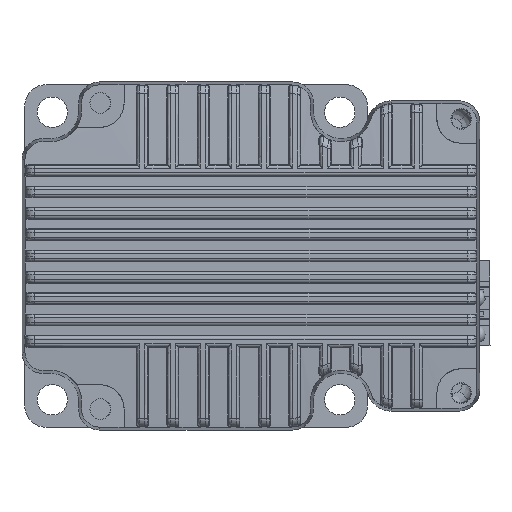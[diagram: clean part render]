
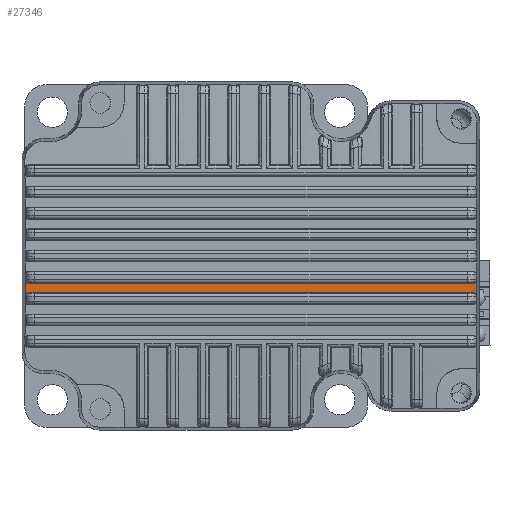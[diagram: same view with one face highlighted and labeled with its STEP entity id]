
A CAD part, front view. The second image highlights one B-rep face of the part: STEP entity #27346.
In plain terms, the highlighted cylindrical face has radius 272.359 mm (diameter 544.717 mm), a partial arc.
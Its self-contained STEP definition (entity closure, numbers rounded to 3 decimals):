
#156 = CARTESIAN_POINT ( 'NONE',  ( -17.212, -108.073, 55.042 ) ) ;
#465 = DIRECTION ( 'NONE',  ( 0., 0., 1. ) ) ;
#750 = CARTESIAN_POINT ( 'NONE',  ( 56.886, -108.076, 55.174 ) ) ;
#757 = CARTESIAN_POINT ( 'NONE',  ( -16.711, -108.114, 57.1 ) ) ;
#865 = CARTESIAN_POINT ( 'NONE',  ( 56.832, -108.079, 55.303 ) ) ;
#1171 = CARTESIAN_POINT ( 'NONE',  ( -17.211, -108.122, 57.6 ) ) ;
#1349 = CARTESIAN_POINT ( 'NONE',  ( 56.886, -108.073, 55.042 ) ) ;
#2919 = CARTESIAN_POINT ( 'NONE',  ( 56.386, -108.114, 57.1 ) ) ;
#3786 = CARTESIAN_POINT ( 'NONE',  ( 56.518, -108.084, 55.541 ) ) ;
#3862 = EDGE_CURVE ( 'NONE', #13450, #6332, #11453, .T. ) ;
#4676 = LINE ( 'NONE', #38268, #5621 ) ;
#4705 = CARTESIAN_POINT ( 'NONE',  ( 56.886, -108.093, 55.894 ) ) ;
#5621 = VECTOR ( 'NONE', #20596, 1000. ) ;
#5771 = CARTESIAN_POINT ( 'NONE',  ( 56.886, -108.12, 57.468 ) ) ;
#6035 = B_SPLINE_CURVE_WITH_KNOTS ( 'NONE', 3,
 ( #757, #18395, #33235, #15574, #36190, #18516 ),
 .UNSPECIFIED., .F., .F.,
 ( 4, 2, 4 ),
 ( 0., 0., 0.001 ),
 .UNSPECIFIED. ) ;
#6332 = VERTEX_POINT ( 'NONE', #1349 ) ;
#6354 = VERTEX_POINT ( 'NONE', #25071 ) ;
#6663 = CARTESIAN_POINT ( 'NONE',  ( 56.886, -108.073, 55.042 ) ) ;
#7248 = CARTESIAN_POINT ( 'NONE',  ( -17.158, -108.079, 55.303 ) ) ;
#9204 = DIRECTION ( 'NONE',  ( -1., 0., 0. ) ) ;
#10526 = CARTESIAN_POINT ( 'NONE',  ( 56.886, -108.11, 56.747 ) ) ;
#11453 =( BOUNDED_CURVE ( )  B_SPLINE_CURVE ( 3, ( #22393, #10526, #4705, #25383 ),
 .UNSPECIFIED., .F., .T. ) 
 B_SPLINE_CURVE_WITH_KNOTS ( ( 4, 4 ),
 ( 0.015, 0.024 ),
 .UNSPECIFIED. ) 
 CURVE ( )  GEOMETRIC_REPRESENTATION_ITEM ( )  RATIONAL_B_SPLINE_CURVE ( ( 1., 1., 1., 1. ) ) 
 REPRESENTATION_ITEM ( '' )  );
#11582 = CYLINDRICAL_SURFACE ( 'NONE', #18525, 272.359 ) ;
#13148 = CARTESIAN_POINT ( 'NONE',  ( 56.386, -108.084, 55.541 ) ) ;
#13179 = CARTESIAN_POINT ( 'NONE',  ( -17.212, -108.073, 55.042 ) ) ;
#13450 = VERTEX_POINT ( 'NONE', #28029 ) ;
#14149 = EDGE_CURVE ( 'NONE', #6354, #17147, #33442, .T. ) ;
#14898 = DIRECTION ( 'NONE',  ( -1., 0., 0. ) ) ;
#15391 = ORIENTED_EDGE ( 'NONE', *, *, #3862, .F. ) ;
#15502 = ORIENTED_EDGE ( 'NONE', *, *, #33119, .F. ) ;
#15574 = CARTESIAN_POINT ( 'NONE',  ( -17.157, -108.118, 57.339 ) ) ;
#16145 = CARTESIAN_POINT ( 'NONE',  ( -16.844, -108.084, 55.541 ) ) ;
#17147 = VERTEX_POINT ( 'NONE', #21789 ) ;
#17629 = CARTESIAN_POINT ( 'NONE',  ( 56.831, -108.118, 57.339 ) ) ;
#17777 = VECTOR ( 'NONE', #9204, 1000. ) ;
#18395 = CARTESIAN_POINT ( 'NONE',  ( -16.843, -108.114, 57.1 ) ) ;
#18516 = CARTESIAN_POINT ( 'NONE',  ( -17.211, -108.122, 57.6 ) ) ;
#18525 = AXIS2_PLACEMENT_3D ( 'NONE', #35793, #14898, #465 ) ;
#18825 = EDGE_CURVE ( 'NONE', #19098, #36719, #29464, .T. ) ;
#18828 = CARTESIAN_POINT ( 'NONE',  ( -17.211, -108.11, 56.747 ) ) ;
#19098 = VERTEX_POINT ( 'NONE', #156 ) ;
#19574 = B_SPLINE_CURVE_WITH_KNOTS ( 'NONE', 3,
 ( #29397, #5771, #17629, #38281, #20608, #2919 ),
 .UNSPECIFIED., .F., .F.,
 ( 4, 2, 4 ),
 ( 0., 0., 0.001 ),
 .UNSPECIFIED. ) ;
#20596 = DIRECTION ( 'NONE',  ( 1., 0., 0. ) ) ;
#20608 = CARTESIAN_POINT ( 'NONE',  ( 56.518, -108.114, 57.1 ) ) ;
#21487 = CARTESIAN_POINT ( 'NONE',  ( 56.648, -108.083, 55.487 ) ) ;
#21789 = CARTESIAN_POINT ( 'NONE',  ( -16.711, -108.114, 57.1 ) ) ;
#22393 = CARTESIAN_POINT ( 'NONE',  ( 56.886, -108.122, 57.6 ) ) ;
#22495 = EDGE_CURVE ( 'NONE', #36719, #27809, #4676, .T. ) ;
#23788 = ORIENTED_EDGE ( 'NONE', *, *, #24452, .T. ) ;
#24232 = ORIENTED_EDGE ( 'NONE', *, *, #14149, .T. ) ;
#24452 = EDGE_CURVE ( 'NONE', #17147, #36455, #6035, .T. ) ;
#24468 = CARTESIAN_POINT ( 'NONE',  ( 56.386, -108.084, 55.541 ) ) ;
#25071 = CARTESIAN_POINT ( 'NONE',  ( 56.386, -108.114, 57.1 ) ) ;
#25383 = CARTESIAN_POINT ( 'NONE',  ( 56.886, -108.073, 55.042 ) ) ;
#26436 = ORIENTED_EDGE ( 'NONE', *, *, #18825, .T. ) ;
#26492 = EDGE_LOOP ( 'NONE', ( #15502, #26436, #32046, #36034, #15391, #33367, #24232, #23788 ) ) ;
#26843 = CARTESIAN_POINT ( 'NONE',  ( 184.931, -108.114, 57.1 ) ) ;
#26990 =( BOUNDED_CURVE ( )  B_SPLINE_CURVE ( 3, ( #30558, #33531, #18828, #1171 ),
 .UNSPECIFIED., .F., .F. ) 
 B_SPLINE_CURVE_WITH_KNOTS ( ( 4, 4 ),
 ( 3.118, 3.127 ),
 .UNSPECIFIED. ) 
 CURVE ( )  GEOMETRIC_REPRESENTATION_ITEM ( )  RATIONAL_B_SPLINE_CURVE ( ( 1., 1., 1., 1. ) ) 
 REPRESENTATION_ITEM ( '' )  );
#27250 = FACE_OUTER_BOUND ( 'NONE', #26492, .T. ) ;
#27346 = ADVANCED_FACE ( 'NONE', ( #27250 ), #11582, .T. ) ;
#27809 = VERTEX_POINT ( 'NONE', #13148 ) ;
#27875 = CARTESIAN_POINT ( 'NONE',  ( -17.212, -108.076, 55.174 ) ) ;
#28029 = CARTESIAN_POINT ( 'NONE',  ( 56.886, -108.122, 57.6 ) ) ;
#29397 = CARTESIAN_POINT ( 'NONE',  ( 56.886, -108.122, 57.6 ) ) ;
#29464 = B_SPLINE_CURVE_WITH_KNOTS ( 'NONE', 3,
 ( #13179, #27875, #7248, #33795, #16145, #36786 ),
 .UNSPECIFIED., .F., .F.,
 ( 4, 2, 4 ),
 ( 0., 0., 0.001 ),
 .UNSPECIFIED. ) ;
#30558 = CARTESIAN_POINT ( 'NONE',  ( -17.212, -108.073, 55.042 ) ) ;
#31137 = EDGE_CURVE ( 'NONE', #6332, #27809, #37196, .T. ) ;
#32046 = ORIENTED_EDGE ( 'NONE', *, *, #22495, .T. ) ;
#33119 = EDGE_CURVE ( 'NONE', #19098, #36455, #26990, .T. ) ;
#33235 = CARTESIAN_POINT ( 'NONE',  ( -16.972, -108.115, 57.154 ) ) ;
#33367 = ORIENTED_EDGE ( 'NONE', *, *, #36562, .T. ) ;
#33442 = LINE ( 'NONE', #26843, #17777 ) ;
#33462 = CARTESIAN_POINT ( 'NONE',  ( -16.712, -108.084, 55.541 ) ) ;
#33531 = CARTESIAN_POINT ( 'NONE',  ( -17.211, -108.093, 55.894 ) ) ;
#33795 = CARTESIAN_POINT ( 'NONE',  ( -16.973, -108.083, 55.487 ) ) ;
#34382 = CARTESIAN_POINT ( 'NONE',  ( -17.211, -108.122, 57.6 ) ) ;
#35793 = CARTESIAN_POINT ( 'NONE',  ( 184.931, 164.208, 61.57 ) ) ;
#36034 = ORIENTED_EDGE ( 'NONE', *, *, #31137, .F. ) ;
#36190 = CARTESIAN_POINT ( 'NONE',  ( -17.211, -108.12, 57.468 ) ) ;
#36455 = VERTEX_POINT ( 'NONE', #34382 ) ;
#36562 = EDGE_CURVE ( 'NONE', #13450, #6354, #19574, .T. ) ;
#36719 = VERTEX_POINT ( 'NONE', #33462 ) ;
#36786 = CARTESIAN_POINT ( 'NONE',  ( -16.712, -108.084, 55.541 ) ) ;
#37196 = B_SPLINE_CURVE_WITH_KNOTS ( 'NONE', 3,
 ( #6663, #750, #865, #21487, #3786, #24468 ),
 .UNSPECIFIED., .F., .F.,
 ( 4, 2, 4 ),
 ( 0., 0., 0.001 ),
 .UNSPECIFIED. ) ;
#38268 = CARTESIAN_POINT ( 'NONE',  ( 184.931, -108.084, 55.541 ) ) ;
#38281 = CARTESIAN_POINT ( 'NONE',  ( 56.647, -108.115, 57.154 ) ) ;
